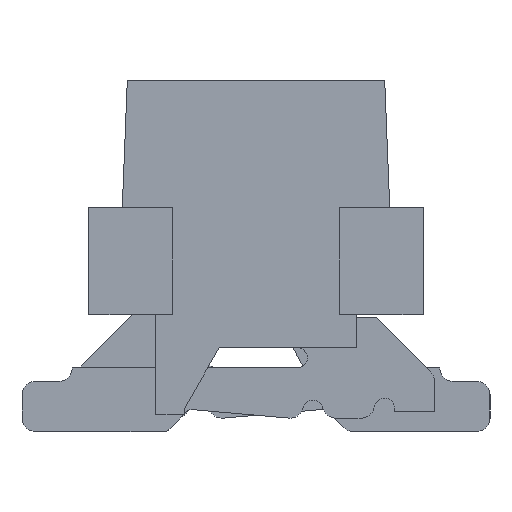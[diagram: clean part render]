
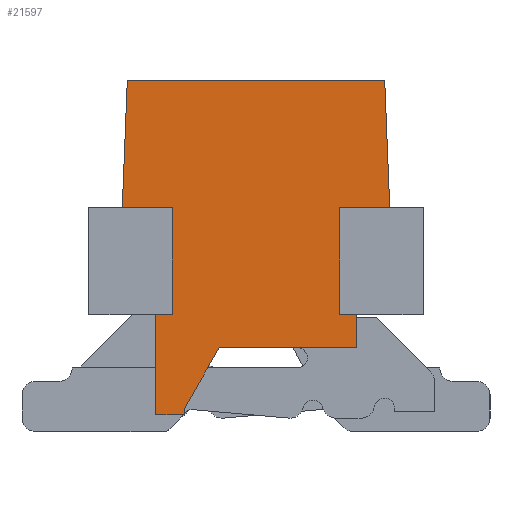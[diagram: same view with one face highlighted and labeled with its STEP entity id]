
A CAD part, left-side view. The second image highlights one B-rep face of the part: STEP entity #21597.
In plain terms, the highlighted planar face has unit normal (-1, 0, 0).
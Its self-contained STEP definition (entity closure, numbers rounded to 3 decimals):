
#342=DIRECTION('',(0.,1.,0.));
#343=VECTOR('',#342,0.75);
#344=CARTESIAN_POINT('',(-9.155,-2.,-1.9));
#345=LINE('',#344,#343);
#390=DIRECTION('',(0.,1.,0.));
#391=VECTOR('',#390,0.75);
#392=CARTESIAN_POINT('',(-9.155,1.25,-1.9));
#393=LINE('',#392,#391);
#553=DIRECTION('',(0.,1.,0.));
#554=VECTOR('',#553,0.25);
#555=CARTESIAN_POINT('',(-9.155,-1.5,-3.5));
#556=LINE('',#555,#554);
#673=DIRECTION('',(0.,1.,0.));
#674=VECTOR('',#673,0.25);
#675=CARTESIAN_POINT('',(-9.155,1.25,-3.5));
#676=LINE('',#675,#674);
#1058=DIRECTION('',(0.,-1.,0.));
#1059=VECTOR('',#1058,2.05);
#1060=CARTESIAN_POINT('',(-9.155,0.55,-4.));
#1061=LINE('',#1060,#1059);
#5018=DIRECTION('',(0.,0.5,-0.866));
#5019=VECTOR('',#5018,1.039);
#5020=CARTESIAN_POINT('',(-9.155,0.55,-4.));
#5021=LINE('',#5020,#5019);
#5022=DIRECTION('',(0.,0.,-1.));
#5023=VECTOR('',#5022,0.1);
#5024=CARTESIAN_POINT('',(-9.155,1.07,-4.9));
#5025=LINE('',#5024,#5023);
#5026=DIRECTION('',(0.,1.,0.));
#5027=VECTOR('',#5026,0.43);
#5028=CARTESIAN_POINT('',(-9.155,1.07,-5.));
#5029=LINE('',#5028,#5027);
#5030=DIRECTION('',(0.,0.,1.));
#5031=VECTOR('',#5030,1.5);
#5032=CARTESIAN_POINT('',(-9.155,1.5,-5.));
#5033=LINE('',#5032,#5031);
#5034=DIRECTION('',(0.,-0.039,0.999));
#5035=VECTOR('',#5034,1.901);
#5036=CARTESIAN_POINT('',(-9.155,2.,-1.9));
#5037=LINE('',#5036,#5035);
#5038=DIRECTION('',(0.,-1.,0.));
#5039=VECTOR('',#5038,3.85);
#5040=CARTESIAN_POINT('',(-9.155,1.925,0.));
#5041=LINE('',#5040,#5039);
#5042=DIRECTION('',(0.,-0.039,-0.999));
#5043=VECTOR('',#5042,1.901);
#5044=CARTESIAN_POINT('',(-9.155,-1.925,0.));
#5045=LINE('',#5044,#5043);
#5046=DIRECTION('',(0.,0.,-1.));
#5047=VECTOR('',#5046,1.6);
#5048=CARTESIAN_POINT('',(-9.155,-1.25,-1.9));
#5049=LINE('',#5048,#5047);
#5050=DIRECTION('',(0.,0.,-1.));
#5051=VECTOR('',#5050,0.5);
#5052=CARTESIAN_POINT('',(-9.155,-1.5,-3.5));
#5053=LINE('',#5052,#5051);
#5054=DIRECTION('',(0.,0.,-1.));
#5055=VECTOR('',#5054,1.6);
#5056=CARTESIAN_POINT('',(-9.155,1.25,-1.9));
#5057=LINE('',#5056,#5055);
#13151=CARTESIAN_POINT('',(-9.155,1.925,0.));
#13152=CARTESIAN_POINT('',(-9.155,-1.925,0.));
#13153=VERTEX_POINT('',#13151);
#13154=VERTEX_POINT('',#13152);
#13155=CARTESIAN_POINT('',(-9.155,0.55,-4.));
#13156=CARTESIAN_POINT('',(-9.155,1.07,-4.9));
#13157=VERTEX_POINT('',#13155);
#13158=VERTEX_POINT('',#13156);
#13159=CARTESIAN_POINT('',(-9.155,1.07,-5.));
#13160=CARTESIAN_POINT('',(-9.155,1.5,-5.));
#13161=VERTEX_POINT('',#13159);
#13162=VERTEX_POINT('',#13160);
#13171=CARTESIAN_POINT('',(-9.155,-2.,-1.9));
#13172=VERTEX_POINT('',#13171);
#13173=CARTESIAN_POINT('',(-9.155,2.,-1.9));
#13174=VERTEX_POINT('',#13173);
#13175=CARTESIAN_POINT('',(-9.155,1.5,-3.5));
#13176=VERTEX_POINT('',#13175);
#13178=CARTESIAN_POINT('',(-9.155,-1.25,-1.9));
#13180=VERTEX_POINT('',#13178);
#13182=CARTESIAN_POINT('',(-9.155,1.25,-1.9));
#13184=VERTEX_POINT('',#13182);
#13186=CARTESIAN_POINT('',(-9.155,-1.25,-3.5));
#13188=VERTEX_POINT('',#13186);
#13190=CARTESIAN_POINT('',(-9.155,1.25,-3.5));
#13192=VERTEX_POINT('',#13190);
#13193=CARTESIAN_POINT('',(-9.155,-1.5,-3.5));
#13194=VERTEX_POINT('',#13193);
#13735=CARTESIAN_POINT('',(-9.155,-1.5,-4.));
#13736=VERTEX_POINT('',#13735);
#21573=CARTESIAN_POINT('',(-9.155,0.,0.));
#21574=DIRECTION('',(1.,0.,0.));
#21575=DIRECTION('',(0.,1.,0.));
#21576=AXIS2_PLACEMENT_3D('',#21573,#21574,#21575);
#21577=PLANE('',#21576);
#21578=ORIENTED_EDGE('',*,*,#18229,.F.);
#21579=ORIENTED_EDGE('',*,*,#18410,.T.);
#21580=ORIENTED_EDGE('',*,*,#18682,.T.);
#21581=ORIENTED_EDGE('',*,*,#19295,.T.);
#21582=ORIENTED_EDGE('',*,*,#19138,.T.);
#21583=ORIENTED_EDGE('',*,*,#17891,.F.);
#21585=ORIENTED_EDGE('',*,*,#21584,.F.);
#21586=ORIENTED_EDGE('',*,*,#17554,.T.);
#21587=ORIENTED_EDGE('',*,*,#17640,.T.);
#21588=ORIENTED_EDGE('',*,*,#21033,.T.);
#21590=ORIENTED_EDGE('',*,*,#21589,.T.);
#21591=ORIENTED_EDGE('',*,*,#17506,.T.);
#21592=ORIENTED_EDGE('',*,*,#17801,.T.);
#21593=ORIENTED_EDGE('',*,*,#17813,.F.);
#21594=ORIENTED_EDGE('',*,*,#17911,.T.);
#21595=EDGE_LOOP('',(#21578,#21579,#21580,#21581,#21582,#21583,#21585,#21586,
#21587,#21588,#21590,#21591,#21592,#21593,#21594));
#21596=FACE_OUTER_BOUND('',#21595,.F.);
#17506=EDGE_CURVE('',#13172,#13180,#345,.T.);
#17554=EDGE_CURVE('',#13184,#13174,#393,.T.);
#17640=EDGE_CURVE('',#13174,#13153,#5037,.T.);
#17801=EDGE_CURVE('',#13180,#13188,#5049,.T.);
#17813=EDGE_CURVE('',#13194,#13188,#556,.T.);
#17891=EDGE_CURVE('',#13192,#13176,#676,.T.);
#17911=EDGE_CURVE('',#13194,#13736,#5053,.T.);
#18229=EDGE_CURVE('',#13157,#13736,#1061,.T.);
#18410=EDGE_CURVE('',#13157,#13158,#5021,.T.);
#18682=EDGE_CURVE('',#13158,#13161,#5025,.T.);
#19138=EDGE_CURVE('',#13162,#13176,#5033,.T.);
#19295=EDGE_CURVE('',#13161,#13162,#5029,.T.);
#21033=EDGE_CURVE('',#13153,#13154,#5041,.T.);
#21584=EDGE_CURVE('',#13184,#13192,#5057,.T.);
#21589=EDGE_CURVE('',#13154,#13172,#5045,.T.);
#21597=ADVANCED_FACE('',(#21596),#21577,.F.);
